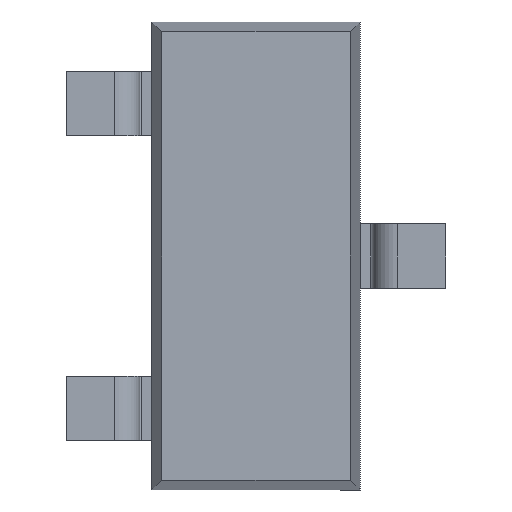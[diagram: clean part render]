
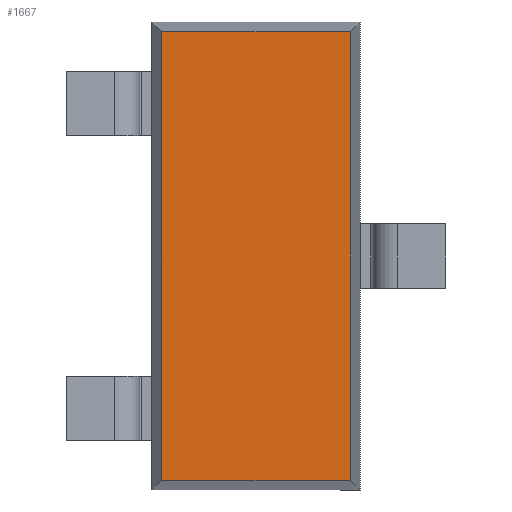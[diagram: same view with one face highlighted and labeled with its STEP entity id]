
A CAD part, front view. The second image highlights one B-rep face of the part: STEP entity #1667.
In plain terms, the highlighted planar face has unit normal (0, -1, 0).
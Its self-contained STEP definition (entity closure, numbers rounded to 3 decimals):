
#20 = LINE ( 'NONE', #939, #241 ) ;
#96 = DIRECTION ( 'NONE',  ( 0., -1., 0. ) ) ;
#213 = ORIENTED_EDGE ( 'NONE', *, *, #1695, .T. ) ;
#241 = VECTOR ( 'NONE', #1054, 1000. ) ;
#252 = PLANE ( 'NONE',  #789 ) ;
#285 = EDGE_CURVE ( 'NONE', #1388, #781, #1757, .T. ) ;
#377 = CARTESIAN_POINT ( 'NONE',  ( 0.588, 0.1, -1.46 ) ) ;
#402 = VERTEX_POINT ( 'NONE', #1530 ) ;
#403 = CARTESIAN_POINT ( 'NONE',  ( -0.588, 0.1, 1.46 ) ) ;
#463 = CARTESIAN_POINT ( 'NONE',  ( -0.588, 0.1, -1.398 ) ) ;
#476 = VECTOR ( 'NONE', #1368, 1000. ) ;
#500 = LINE ( 'NONE', #403, #476 ) ;
#685 = DIRECTION ( 'NONE',  ( 1., 0., 0. ) ) ;
#690 = VECTOR ( 'NONE', #1500, 1000. ) ;
#772 = EDGE_LOOP ( 'NONE', ( #1080, #1122, #1407, #213 ) ) ;
#781 = VERTEX_POINT ( 'NONE', #1204 ) ;
#789 = AXIS2_PLACEMENT_3D ( 'NONE', #795, #96, #1644 ) ;
#795 = CARTESIAN_POINT ( 'NONE',  ( 0., 0.1, 0. ) ) ;
#806 = VERTEX_POINT ( 'NONE', #1064 ) ;
#939 = CARTESIAN_POINT ( 'NONE',  ( 0.65, 0.1, 1.398 ) ) ;
#1054 = DIRECTION ( 'NONE',  ( -1., 0., 0. ) ) ;
#1064 = CARTESIAN_POINT ( 'NONE',  ( -0.588, 0.1, 1.398 ) ) ;
#1080 = ORIENTED_EDGE ( 'NONE', *, *, #285, .T. ) ;
#1122 = ORIENTED_EDGE ( 'NONE', *, *, #1298, .T. ) ;
#1204 = CARTESIAN_POINT ( 'NONE',  ( 0.588, 0.1, -1.398 ) ) ;
#1275 = VECTOR ( 'NONE', #685, 1000. ) ;
#1298 = EDGE_CURVE ( 'NONE', #781, #402, #1329, .T. ) ;
#1329 = LINE ( 'NONE', #377, #690 ) ;
#1368 = DIRECTION ( 'NONE',  ( 0., 0., -1. ) ) ;
#1388 = VERTEX_POINT ( 'NONE', #463 ) ;
#1407 = ORIENTED_EDGE ( 'NONE', *, *, #1598, .T. ) ;
#1500 = DIRECTION ( 'NONE',  ( 0., 0., 1. ) ) ;
#1530 = CARTESIAN_POINT ( 'NONE',  ( 0.588, 0.1, 1.398 ) ) ;
#1598 = EDGE_CURVE ( 'NONE', #402, #806, #20, .T. ) ;
#1607 = FACE_OUTER_BOUND ( 'NONE', #772, .T. ) ;
#1644 = DIRECTION ( 'NONE',  ( 0., 0., -1. ) ) ;
#1667 = ADVANCED_FACE ( 'NONE', ( #1607 ), #252, .T. ) ;
#1695 = EDGE_CURVE ( 'NONE', #806, #1388, #500, .T. ) ;
#1757 = LINE ( 'NONE', #1791, #1275 ) ;
#1791 = CARTESIAN_POINT ( 'NONE',  ( -0.65, 0.1, -1.398 ) ) ;
